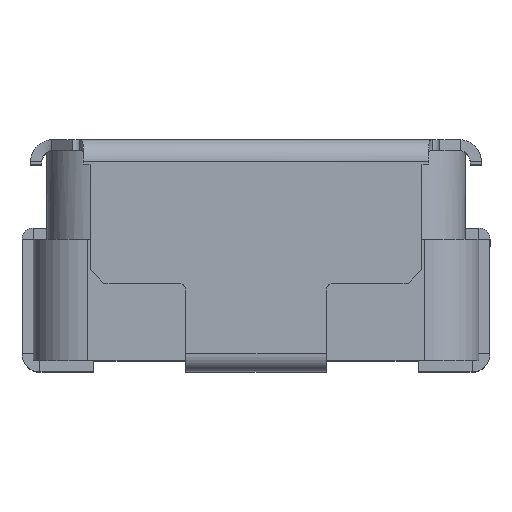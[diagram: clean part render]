
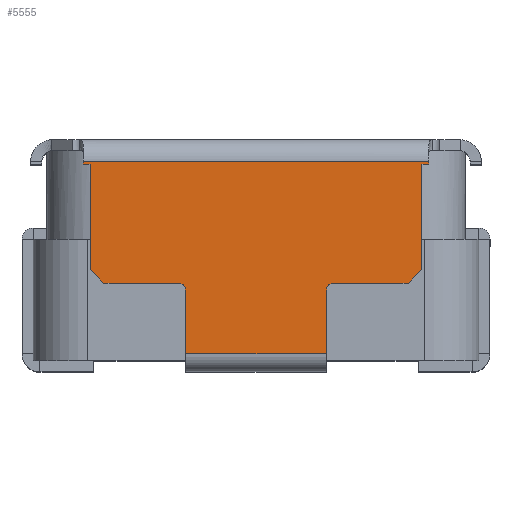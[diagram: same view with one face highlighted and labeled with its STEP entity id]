
A CAD part, top view. The second image highlights one B-rep face of the part: STEP entity #5555.
In plain terms, the highlighted planar face has unit normal (0, 0, 1).
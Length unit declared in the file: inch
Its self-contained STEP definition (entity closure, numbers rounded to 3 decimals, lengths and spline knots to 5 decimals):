
#48 = DIRECTION ( 'NONE',  ( 0., 1., 0. ) ) ;
#196 = VECTOR ( 'NONE', #5678, 39.37008 ) ;
#270 = VECTOR ( 'NONE', #5634, 39.37008 ) ;
#273 = CARTESIAN_POINT ( 'NONE',  ( 0.17999, 0.1937, 0.46035 ) ) ;
#305 = VECTOR ( 'NONE', #2688, 39.37008 ) ;
#318 = EDGE_CURVE ( 'NONE', #4317, #5621, #6176, .T. ) ;
#397 = LINE ( 'NONE', #5772, #2219 ) ;
#425 = VERTEX_POINT ( 'NONE', #3026 ) ;
#534 = CARTESIAN_POINT ( 'NONE',  ( 0.00399, 0.2847, 0.46035 ) ) ;
#730 = EDGE_CURVE ( 'NONE', #6694, #6912, #7913, .T. ) ;
#831 = CARTESIAN_POINT ( 'NONE',  ( 0.00899, 0.2087, 0.46035 ) ) ;
#996 = CARTESIAN_POINT ( 'NONE',  ( 0.25399, 0.2847, 0.46035 ) ) ;
#998 = DIRECTION ( 'NONE',  ( -0.707, 0.707, 0. ) ) ;
#1106 = EDGE_CURVE ( 'NONE', #6280, #8539, #8547, .T. ) ;
#1124 = EDGE_LOOP ( 'NONE', ( #8773, #2864, #4852, #6799, #3529, #6839, #3532, #7817, #4366, #4857, #5034, #1584, #8774, #1480, #7888, #7979 ) ) ;
#1256 = VECTOR ( 'NONE', #7293, 39.37008 ) ;
#1451 = LINE ( 'NONE', #8666, #6435 ) ;
#1453 = LINE ( 'NONE', #5743, #5085 ) ;
#1480 = ORIENTED_EDGE ( 'NONE', *, *, #318, .F. ) ;
#1533 = CARTESIAN_POINT ( 'NONE',  ( 0.00399, 0.1987, 0.46035 ) ) ;
#1558 = VERTEX_POINT ( 'NONE', #1842 ) ;
#1584 = ORIENTED_EDGE ( 'NONE', *, *, #730, .F. ) ;
#1677 = DIRECTION ( 'NONE',  ( 0., 1., 0. ) ) ;
#1681 = LINE ( 'NONE', #6764, #3487 ) ;
#1842 = CARTESIAN_POINT ( 'NONE',  ( 0.00399, 0.2867, 0.46035 ) ) ;
#1961 = EDGE_CURVE ( 'NONE', #5130, #6693, #5404, .T. ) ;
#2141 = CARTESIAN_POINT ( 'NONE',  ( 0.18499, 0.1937, 0.46035 ) ) ;
#2200 = CARTESIAN_POINT ( 'NONE',  ( 0.00399, 0.2847, 0.46035 ) ) ;
#2210 = EDGE_CURVE ( 'NONE', #8539, #425, #1681, .T. ) ;
#2213 = LINE ( 'NONE', #534, #7423 ) ;
#2219 = VECTOR ( 'NONE', #998, 39.37008 ) ;
#2270 = CARTESIAN_POINT ( 'NONE',  ( 0.23899, 0.1987, 0.46035 ) ) ;
#2583 = VECTOR ( 'NONE', #7522, 39.37008 ) ;
#2688 = DIRECTION ( 'NONE',  ( -1., 0., 0. ) ) ;
#2810 = DIRECTION ( 'NONE',  ( -1., 0., 0. ) ) ;
#2841 = PLANE ( 'NONE',  #7205 ) ;
#2864 = ORIENTED_EDGE ( 'NONE', *, *, #5516, .T. ) ;
#2878 = DIRECTION ( 'NONE',  ( -1., 0., 0. ) ) ;
#3020 = AXIS2_PLACEMENT_3D ( 'NONE', #8134, #7005, #7128 ) ;
#3026 = CARTESIAN_POINT ( 'NONE',  ( 0.18499, 0.1987, 0.46035 ) ) ;
#3155 = EDGE_CURVE ( 'NONE', #7460, #4317, #7557, .T. ) ;
#3278 = CARTESIAN_POINT ( 'NONE',  ( 0.25399, 0.2847, 0.46035 ) ) ;
#3319 = CARTESIAN_POINT ( 'NONE',  ( 0.17999, 0.1477, 0.46035 ) ) ;
#3487 = VECTOR ( 'NONE', #7464, 39.37008 ) ;
#3488 = CARTESIAN_POINT ( 'NONE',  ( 0.17999, 0.2847, 0.46035 ) ) ;
#3529 = ORIENTED_EDGE ( 'NONE', *, *, #1106, .F. ) ;
#3532 = ORIENTED_EDGE ( 'NONE', *, *, #5171, .F. ) ;
#3678 = CARTESIAN_POINT ( 'NONE',  ( 0.00899, 0.2847, 0.46035 ) ) ;
#3873 = CARTESIAN_POINT ( 'NONE',  ( 0.07799, 0.1477, 0.46035 ) ) ;
#3876 = CARTESIAN_POINT ( 'NONE',  ( 0.00899, 0.2847, 0.46035 ) ) ;
#4001 = VERTEX_POINT ( 'NONE', #7391 ) ;
#4141 = CARTESIAN_POINT ( 'NONE',  ( 0.00399, 0.2847, 0.46035 ) ) ;
#4179 = CARTESIAN_POINT ( 'NONE',  ( 0.07299, 0.1987, 0.46035 ) ) ;
#4228 = VECTOR ( 'NONE', #4797, 39.37008 ) ;
#4246 = CARTESIAN_POINT ( 'NONE',  ( 0.25399, 0.2867, 0.46035 ) ) ;
#4259 = FACE_OUTER_BOUND ( 'NONE', #1124, .T. ) ;
#4305 = DIRECTION ( 'NONE',  ( -0.707, -0.707, 0. ) ) ;
#4317 = VERTEX_POINT ( 'NONE', #4179 ) ;
#4366 = ORIENTED_EDGE ( 'NONE', *, *, #8339, .F. ) ;
#4777 = AXIS2_PLACEMENT_3D ( 'NONE', #2141, #6913, #2810 ) ;
#4797 = DIRECTION ( 'NONE',  ( 0., 1., 0. ) ) ;
#4852 = ORIENTED_EDGE ( 'NONE', *, *, #6624, .F. ) ;
#4857 = ORIENTED_EDGE ( 'NONE', *, *, #6001, .F. ) ;
#4886 = VECTOR ( 'NONE', #4305, 39.37008 ) ;
#4963 = CIRCLE ( 'NONE', #4777, 0.005 ) ;
#4978 = VERTEX_POINT ( 'NONE', #273 ) ;
#5034 = ORIENTED_EDGE ( 'NONE', *, *, #6414, .F. ) ;
#5085 = VECTOR ( 'NONE', #1677, 39.37008 ) ;
#5098 = LINE ( 'NONE', #3488, #8531 ) ;
#5130 = VERTEX_POINT ( 'NONE', #3278 ) ;
#5171 = EDGE_CURVE ( 'NONE', #5130, #4001, #7783, .T. ) ;
#5307 = DIRECTION ( 'NONE',  ( -1., 0., 0. ) ) ;
#5380 = CARTESIAN_POINT ( 'NONE',  ( 0.00399, 0.2847, 0.46035 ) ) ;
#5404 = LINE ( 'NONE', #996, #196 ) ;
#5430 = EDGE_CURVE ( 'NONE', #6280, #4001, #1453, .T. ) ;
#5516 = EDGE_CURVE ( 'NONE', #6455, #4978, #5098, .T. ) ;
#5555 = ADVANCED_FACE ( 'NONE', ( #4259 ), #2841, .F. ) ;
#5621 = VERTEX_POINT ( 'NONE', #5705 ) ;
#5634 = DIRECTION ( 'NONE',  ( -1., 0., 0. ) ) ;
#5644 = EDGE_CURVE ( 'NONE', #5621, #6694, #397, .T. ) ;
#5678 = DIRECTION ( 'NONE',  ( 0., 1., 0. ) ) ;
#5701 = LINE ( 'NONE', #6961, #270 ) ;
#5705 = CARTESIAN_POINT ( 'NONE',  ( 0.01899, 0.1987, 0.46035 ) ) ;
#5743 = CARTESIAN_POINT ( 'NONE',  ( 0.24899, 0.2847, 0.46035 ) ) ;
#5772 = CARTESIAN_POINT ( 'NONE',  ( -0.03151, 0.2492, 0.46035 ) ) ;
#6001 = EDGE_CURVE ( 'NONE', #7323, #1558, #6007, .T. ) ;
#6007 = LINE ( 'NONE', #7515, #4228 ) ;
#6176 = LINE ( 'NONE', #1533, #2583 ) ;
#6194 = EDGE_CURVE ( 'NONE', #6455, #8768, #5701, .T. ) ;
#6280 = VERTEX_POINT ( 'NONE', #8488 ) ;
#6325 = CARTESIAN_POINT ( 'NONE',  ( 0.07799, 0.1937, 0.46035 ) ) ;
#6391 = EDGE_CURVE ( 'NONE', #8768, #7460, #1451, .T. ) ;
#6414 = EDGE_CURVE ( 'NONE', #6912, #7323, #2213, .T. ) ;
#6435 = VECTOR ( 'NONE', #6596, 39.37008 ) ;
#6455 = VERTEX_POINT ( 'NONE', #3319 ) ;
#6465 = LINE ( 'NONE', #7316, #1256 ) ;
#6596 = DIRECTION ( 'NONE',  ( 0., 1., 0. ) ) ;
#6624 = EDGE_CURVE ( 'NONE', #425, #4978, #4963, .T. ) ;
#6693 = VERTEX_POINT ( 'NONE', #4246 ) ;
#6694 = VERTEX_POINT ( 'NONE', #831 ) ;
#6764 = CARTESIAN_POINT ( 'NONE',  ( 0.00399, 0.1987, 0.46035 ) ) ;
#6799 = ORIENTED_EDGE ( 'NONE', *, *, #2210, .F. ) ;
#6839 = ORIENTED_EDGE ( 'NONE', *, *, #5430, .T. ) ;
#6912 = VERTEX_POINT ( 'NONE', #3678 ) ;
#6913 = DIRECTION ( 'NONE',  ( 0., 0., 1. ) ) ;
#6961 = CARTESIAN_POINT ( 'NONE',  ( 0.00399, 0.1477, 0.46035 ) ) ;
#6972 = DIRECTION ( 'NONE',  ( 0., 0., -1. ) ) ;
#7005 = DIRECTION ( 'NONE',  ( 0., 0., 1. ) ) ;
#7128 = DIRECTION ( 'NONE',  ( -1., 0., 0. ) ) ;
#7205 = AXIS2_PLACEMENT_3D ( 'NONE', #2200, #6972, #2878 ) ;
#7293 = DIRECTION ( 'NONE',  ( 1., 0., 0. ) ) ;
#7316 = CARTESIAN_POINT ( 'NONE',  ( 0.00399, 0.2867, 0.46035 ) ) ;
#7323 = VERTEX_POINT ( 'NONE', #4141 ) ;
#7391 = CARTESIAN_POINT ( 'NONE',  ( 0.24899, 0.2847, 0.46035 ) ) ;
#7423 = VECTOR ( 'NONE', #5307, 39.37008 ) ;
#7460 = VERTEX_POINT ( 'NONE', #6325 ) ;
#7464 = DIRECTION ( 'NONE',  ( -1., 0., 0. ) ) ;
#7515 = CARTESIAN_POINT ( 'NONE',  ( 0.00399, 0.2847, 0.46035 ) ) ;
#7522 = DIRECTION ( 'NONE',  ( -1., 0., 0. ) ) ;
#7557 = CIRCLE ( 'NONE', #3020, 0.005 ) ;
#7717 = VECTOR ( 'NONE', #7973, 39.37008 ) ;
#7783 = LINE ( 'NONE', #5380, #305 ) ;
#7817 = ORIENTED_EDGE ( 'NONE', *, *, #1961, .T. ) ;
#7888 = ORIENTED_EDGE ( 'NONE', *, *, #3155, .F. ) ;
#7913 = LINE ( 'NONE', #3876, #7717 ) ;
#7973 = DIRECTION ( 'NONE',  ( 0., 1., 0. ) ) ;
#7979 = ORIENTED_EDGE ( 'NONE', *, *, #6391, .F. ) ;
#8134 = CARTESIAN_POINT ( 'NONE',  ( 0.07299, 0.1937, 0.46035 ) ) ;
#8339 = EDGE_CURVE ( 'NONE', #1558, #6693, #6465, .T. ) ;
#8378 = CARTESIAN_POINT ( 'NONE',  ( 0.16449, 0.1242, 0.46035 ) ) ;
#8488 = CARTESIAN_POINT ( 'NONE',  ( 0.24899, 0.2087, 0.46035 ) ) ;
#8531 = VECTOR ( 'NONE', #48, 39.37008 ) ;
#8539 = VERTEX_POINT ( 'NONE', #2270 ) ;
#8547 = LINE ( 'NONE', #8378, #4886 ) ;
#8666 = CARTESIAN_POINT ( 'NONE',  ( 0.07799, 0.2847, 0.46035 ) ) ;
#8768 = VERTEX_POINT ( 'NONE', #3873 ) ;
#8773 = ORIENTED_EDGE ( 'NONE', *, *, #6194, .F. ) ;
#8774 = ORIENTED_EDGE ( 'NONE', *, *, #5644, .F. ) ;
